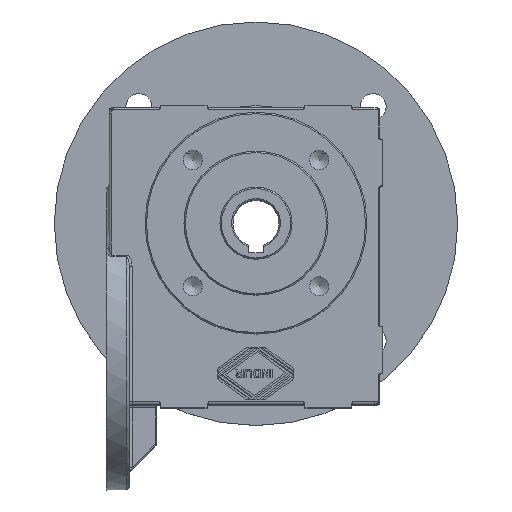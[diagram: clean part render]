
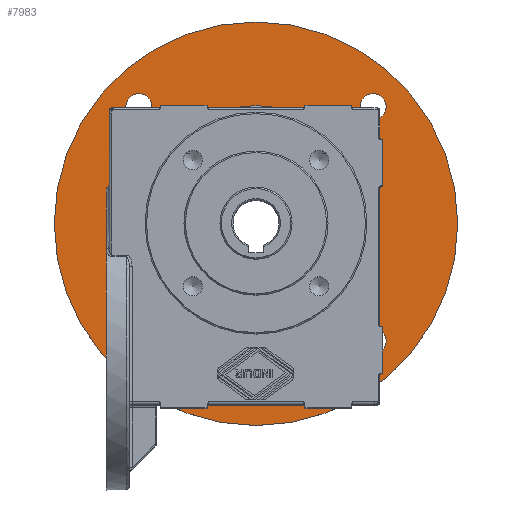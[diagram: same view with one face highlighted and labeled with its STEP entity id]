
A CAD part, top view. The second image highlights one B-rep face of the part: STEP entity #7983.
In plain terms, the highlighted planar face has unit normal (0, 0, 1).
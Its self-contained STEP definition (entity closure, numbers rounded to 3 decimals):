
#7905=CARTESIAN_POINT('',(52.0,-1.,-67.));
#7906=VERTEX_POINT('',#7905);
#7907=CARTESIAN_POINT('',(52.0,40.,-67.0));
#7908=DIRECTION('',(0.0,0.0,1.0));
#7909=DIRECTION('',(0.0,1.0,0.0));
#7910=AXIS2_PLACEMENT_3D('',#7907,#7908,#7909);
#7911=CIRCLE('',#7910,41.);
#7912=EDGE_CURVE('',#7906,#7906,#7911,.T.);
#7920=CARTESIAN_POINT('',(52.0,-15.,-67.));
#7921=DIRECTION('',(0.0,0.0,1.0));
#7922=DIRECTION('',(1.0,0.0,0.0));
#7923=AXIS2_PLACEMENT_3D('',#7920,#7921,#7922);
#7924=PLANE('',#7923);
#7925=CARTESIAN_POINT('',(52.0,-30.,-67.));
#7926=VERTEX_POINT('',#7925);
#7927=CARTESIAN_POINT('',(52.0,40.,-67.));
#7928=DIRECTION('',(0.0,0.0,1.0));
#7929=DIRECTION('',(0.0,-1.0,0.0));
#7930=AXIS2_PLACEMENT_3D('',#7927,#7928,#7929);
#7931=CIRCLE('',#7930,70.);
#7932=EDGE_CURVE('',#7926,#7926,#7931,.T.);
#7933=ORIENTED_EDGE('',*,*,#7932,.T.);
#7934=EDGE_LOOP('',(#7933));
#7935=FACE_OUTER_BOUND('',#7934,.T.);
#7936=CARTESIAN_POINT('',(88.159,80.659,-67.0));
#7937=VERTEX_POINT('',#7936);
#7938=CARTESIAN_POINT('',(92.659,80.659,-67.0));
#7939=DIRECTION('',(0.0,0.0,-1.0));
#7940=DIRECTION('',(-1.0,0.0,0.0));
#7941=AXIS2_PLACEMENT_3D('',#7938,#7939,#7940);
#7942=CIRCLE('',#7941,4.5);
#7943=EDGE_CURVE('',#7937,#7937,#7942,.T.);
#7944=ORIENTED_EDGE('',*,*,#7943,.T.);
#7945=EDGE_LOOP('',(#7944));
#7946=FACE_BOUND('',#7945,.T.);
#7947=CARTESIAN_POINT('',(6.841,-0.659,-67.));
#7948=VERTEX_POINT('',#7947);
#7949=CARTESIAN_POINT('',(11.341,-0.659,-67.));
#7950=DIRECTION('',(0.0,0.0,-1.0));
#7951=DIRECTION('',(-1.0,0.0,0.0));
#7952=AXIS2_PLACEMENT_3D('',#7949,#7950,#7951);
#7953=CIRCLE('',#7952,4.5);
#7954=EDGE_CURVE('',#7948,#7948,#7953,.T.);
#7955=ORIENTED_EDGE('',*,*,#7954,.T.);
#7956=EDGE_LOOP('',(#7955));
#7957=FACE_BOUND('',#7956,.T.);
#7958=CARTESIAN_POINT('',(6.841,80.659,-67.0));
#7959=VERTEX_POINT('',#7958);
#7960=CARTESIAN_POINT('',(11.341,80.659,-67.0));
#7961=DIRECTION('',(0.0,0.0,-1.0));
#7962=DIRECTION('',(-1.0,0.0,0.0));
#7963=AXIS2_PLACEMENT_3D('',#7960,#7961,#7962);
#7964=CIRCLE('',#7963,4.5);
#7965=EDGE_CURVE('',#7959,#7959,#7964,.T.);
#7966=ORIENTED_EDGE('',*,*,#7965,.T.);
#7967=EDGE_LOOP('',(#7966));
#7968=FACE_BOUND('',#7967,.T.);
#7969=CARTESIAN_POINT('',(88.159,-0.659,-67.));
#7970=VERTEX_POINT('',#7969);
#7971=CARTESIAN_POINT('',(92.659,-0.659,-67.));
#7972=DIRECTION('',(0.0,0.0,-1.0));
#7973=DIRECTION('',(-1.0,0.0,0.0));
#7974=AXIS2_PLACEMENT_3D('',#7971,#7972,#7973);
#7975=CIRCLE('',#7974,4.5);
#7976=EDGE_CURVE('',#7970,#7970,#7975,.T.);
#7977=ORIENTED_EDGE('',*,*,#7976,.T.);
#7978=EDGE_LOOP('',(#7977));
#7979=FACE_BOUND('',#7978,.T.);
#7980=ORIENTED_EDGE('',*,*,#7912,.F.);
#7981=EDGE_LOOP('',(#7980));
#7982=FACE_BOUND('',#7981,.T.);
#7983=ADVANCED_FACE('',(#7935,#7946,#7957,#7968,#7979,#7982),#7924,.T.);
